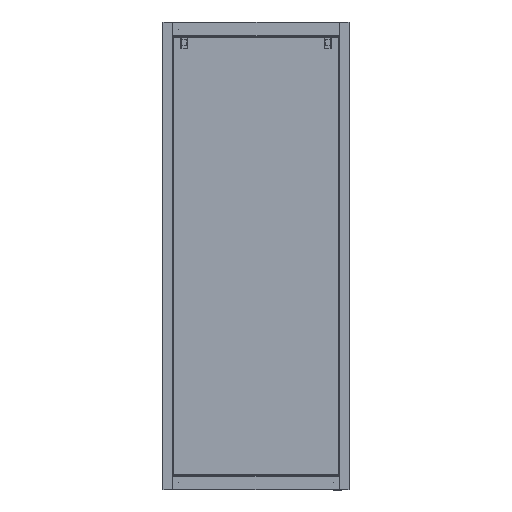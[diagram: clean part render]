
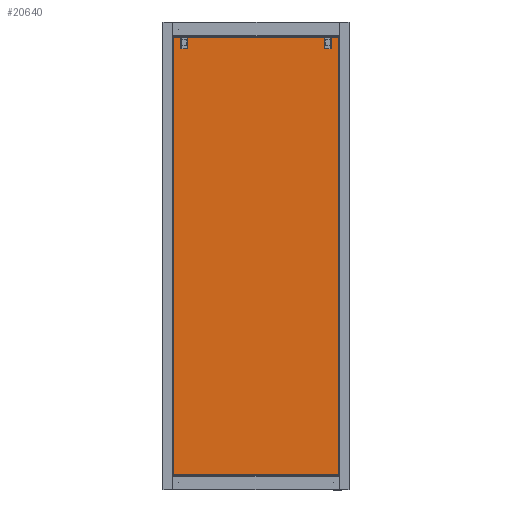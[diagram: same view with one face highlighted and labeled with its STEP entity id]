
A CAD part, top view. The second image highlights one B-rep face of the part: STEP entity #20640.
In plain terms, the highlighted face is planar.
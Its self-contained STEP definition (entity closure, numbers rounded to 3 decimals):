
#95 = CARTESIAN_POINT ( 'NONE',  ( 650.5, 1865., -1. ) ) ;
#140 = DIRECTION ( 'NONE',  ( 0., 0., -1. ) ) ;
#320 = DIRECTION ( 'NONE',  ( 0., 1., 0. ) ) ;
#410 = CARTESIAN_POINT ( 'NONE',  ( 676.5, 1865., -1. ) ) ;
#1139 = CARTESIAN_POINT ( 'NONE',  ( 676.5, 1865., -1. ) ) ;
#1701 = LINE ( 'NONE', #10263, #12761 ) ;
#3046 = LINE ( 'NONE', #14353, #30462 ) ;
#3298 = DIRECTION ( 'NONE',  ( 1., 0., 0. ) ) ;
#4124 = VERTEX_POINT ( 'NONE', #8041 ) ;
#4878 = CARTESIAN_POINT ( 'NONE',  ( 650.5, 1827., -1. ) ) ;
#5276 = PLANE ( 'NONE',  #30496 ) ;
#5591 = ORIENTED_EDGE ( 'NONE', *, *, #19551, .T. ) ;
#5639 = CARTESIAN_POINT ( 'NONE',  ( 0., 0., -1. ) ) ;
#5861 = LINE ( 'NONE', #22855, #17020 ) ;
#6077 = VERTEX_POINT ( 'NONE', #4878 ) ;
#6156 = EDGE_CURVE ( 'NONE', #4124, #29883, #29519, .T. ) ;
#7544 = DIRECTION ( 'NONE',  ( 1., 0., 0. ) ) ;
#7612 = DIRECTION ( 'NONE',  ( -1., 0., 0. ) ) ;
#7804 = VECTOR ( 'NONE', #3298, 1000. ) ;
#7876 = ORIENTED_EDGE ( 'NONE', *, *, #27974, .T. ) ;
#8041 = CARTESIAN_POINT ( 'NONE',  ( 710., 1875., -1. ) ) ;
#8257 = VECTOR ( 'NONE', #25541, 1000. ) ;
#8875 = CARTESIAN_POINT ( 'NONE',  ( 61.5, 1865., -1. ) ) ;
#8898 = CARTESIAN_POINT ( 'NONE',  ( 650.5, 1865., -1. ) ) ;
#9366 = EDGE_LOOP ( 'NONE', ( #24955, #7876, #5591, #9459 ) ) ;
#9396 = VECTOR ( 'NONE', #320, 1000. ) ;
#9417 = CARTESIAN_POINT ( 'NONE',  ( 2., 1875., -1. ) ) ;
#9459 = ORIENTED_EDGE ( 'NONE', *, *, #10261, .T. ) ;
#9534 = VECTOR ( 'NONE', #23143, 1000. ) ;
#9985 = VECTOR ( 'NONE', #32604, 1000. ) ;
#10261 = EDGE_CURVE ( 'NONE', #13649, #4124, #1701, .T. ) ;
#10263 = CARTESIAN_POINT ( 'NONE',  ( 1.141, 1875., -1. ) ) ;
#10559 = LINE ( 'NONE', #25007, #27697 ) ;
#10604 = ORIENTED_EDGE ( 'NONE', *, *, #28717, .F. ) ;
#11670 = LINE ( 'NONE', #34316, #7804 ) ;
#11912 = DIRECTION ( 'NONE',  ( 0., -1., 0. ) ) ;
#12761 = VECTOR ( 'NONE', #7544, 1000. ) ;
#13649 = VERTEX_POINT ( 'NONE', #9417 ) ;
#14353 = CARTESIAN_POINT ( 'NONE',  ( 61.5, 1827., -1. ) ) ;
#14375 = LINE ( 'NONE', #8898, #8257 ) ;
#15827 = LINE ( 'NONE', #26958, #34663 ) ;
#16039 = VERTEX_POINT ( 'NONE', #1139 ) ;
#16631 = EDGE_LOOP ( 'NONE', ( #18442, #33920, #27294, #33689 ) ) ;
#16888 = EDGE_CURVE ( 'NONE', #32752, #26957, #30624, .T. ) ;
#17020 = VECTOR ( 'NONE', #22500, 1000. ) ;
#17266 = EDGE_LOOP ( 'NONE', ( #20504, #10604, #19714, #23732 ) ) ;
#18442 = ORIENTED_EDGE ( 'NONE', *, *, #22867, .F. ) ;
#18568 = EDGE_CURVE ( 'NONE', #29785, #6077, #24557, .T. ) ;
#19154 = CARTESIAN_POINT ( 'NONE',  ( 2., 1.141, -1. ) ) ;
#19162 = FACE_OUTER_BOUND ( 'NONE', #9366, .T. ) ;
#19551 = EDGE_CURVE ( 'NONE', #25716, #13649, #27720, .T. ) ;
#19674 = EDGE_CURVE ( 'NONE', #6077, #35571, #14375, .T. ) ;
#19714 = ORIENTED_EDGE ( 'NONE', *, *, #20227, .F. ) ;
#20216 = DIRECTION ( 'NONE',  ( -1., 0., 0. ) ) ;
#20227 = EDGE_CURVE ( 'NONE', #26729, #28197, #5861, .T. ) ;
#20504 = ORIENTED_EDGE ( 'NONE', *, *, #16888, .F. ) ;
#20640 = ADVANCED_FACE ( 'NONE', ( #33392, #33035, #19162 ), #5276, .T. ) ;
#21236 = VECTOR ( 'NONE', #11912, 1000. ) ;
#22500 = DIRECTION ( 'NONE',  ( 0., 1., 0. ) ) ;
#22855 = CARTESIAN_POINT ( 'NONE',  ( 35.5, 1865., -1. ) ) ;
#22867 = EDGE_CURVE ( 'NONE', #16039, #29785, #28896, .T. ) ;
#23080 = CARTESIAN_POINT ( 'NONE',  ( 35.5, 1865., -1. ) ) ;
#23143 = DIRECTION ( 'NONE',  ( 0., -1., 0. ) ) ;
#23732 = ORIENTED_EDGE ( 'NONE', *, *, #25262, .F. ) ;
#24247 = CARTESIAN_POINT ( 'NONE',  ( 710., 1875.859, -1. ) ) ;
#24557 = LINE ( 'NONE', #33296, #25708 ) ;
#24955 = ORIENTED_EDGE ( 'NONE', *, *, #6156, .T. ) ;
#25007 = CARTESIAN_POINT ( 'NONE',  ( 61.5, 1865., -1. ) ) ;
#25262 = EDGE_CURVE ( 'NONE', #26957, #26729, #3046, .T. ) ;
#25541 = DIRECTION ( 'NONE',  ( 0., 1., 0. ) ) ;
#25620 = CARTESIAN_POINT ( 'NONE',  ( 61.5, 1827., -1. ) ) ;
#25708 = VECTOR ( 'NONE', #28349, 1000. ) ;
#25716 = VERTEX_POINT ( 'NONE', #26542 ) ;
#26542 = CARTESIAN_POINT ( 'NONE',  ( 2., 2., -1. ) ) ;
#26549 = CARTESIAN_POINT ( 'NONE',  ( 35.5, 1827., -1. ) ) ;
#26729 = VERTEX_POINT ( 'NONE', #26549 ) ;
#26957 = VERTEX_POINT ( 'NONE', #25620 ) ;
#26958 = CARTESIAN_POINT ( 'NONE',  ( 710.859, 2., -1. ) ) ;
#27294 = ORIENTED_EDGE ( 'NONE', *, *, #19674, .F. ) ;
#27416 = EDGE_CURVE ( 'NONE', #35571, #16039, #11670, .T. ) ;
#27697 = VECTOR ( 'NONE', #33389, 1000. ) ;
#27720 = LINE ( 'NONE', #19154, #9396 ) ;
#27974 = EDGE_CURVE ( 'NONE', #29883, #25716, #15827, .T. ) ;
#28197 = VERTEX_POINT ( 'NONE', #23080 ) ;
#28349 = DIRECTION ( 'NONE',  ( -1., 0., 0. ) ) ;
#28717 = EDGE_CURVE ( 'NONE', #28197, #32752, #10559, .T. ) ;
#28896 = LINE ( 'NONE', #410, #21236 ) ;
#29519 = LINE ( 'NONE', #24247, #9985 ) ;
#29785 = VERTEX_POINT ( 'NONE', #32401 ) ;
#29792 = CARTESIAN_POINT ( 'NONE',  ( 61.5, 1865., -1. ) ) ;
#29883 = VERTEX_POINT ( 'NONE', #35499 ) ;
#30462 = VECTOR ( 'NONE', #20216, 1000. ) ;
#30496 = AXIS2_PLACEMENT_3D ( 'NONE', #5639, #140, #30655 ) ;
#30624 = LINE ( 'NONE', #8875, #9534 ) ;
#30655 = DIRECTION ( 'NONE',  ( -1., 0., 0. ) ) ;
#32401 = CARTESIAN_POINT ( 'NONE',  ( 676.5, 1827., -1. ) ) ;
#32604 = DIRECTION ( 'NONE',  ( 0., -1., 0. ) ) ;
#32752 = VERTEX_POINT ( 'NONE', #29792 ) ;
#33035 = FACE_BOUND ( 'NONE', #16631, .T. ) ;
#33296 = CARTESIAN_POINT ( 'NONE',  ( 676.5, 1827., -1. ) ) ;
#33389 = DIRECTION ( 'NONE',  ( 1., 0., 0. ) ) ;
#33392 = FACE_BOUND ( 'NONE', #17266, .T. ) ;
#33689 = ORIENTED_EDGE ( 'NONE', *, *, #18568, .F. ) ;
#33920 = ORIENTED_EDGE ( 'NONE', *, *, #27416, .F. ) ;
#34316 = CARTESIAN_POINT ( 'NONE',  ( 676.5, 1865., -1. ) ) ;
#34663 = VECTOR ( 'NONE', #7612, 1000. ) ;
#35499 = CARTESIAN_POINT ( 'NONE',  ( 710., 2., -1. ) ) ;
#35571 = VERTEX_POINT ( 'NONE', #95 ) ;
